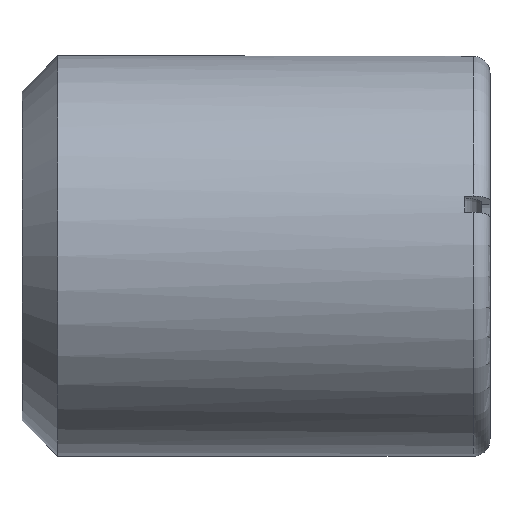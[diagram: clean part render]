
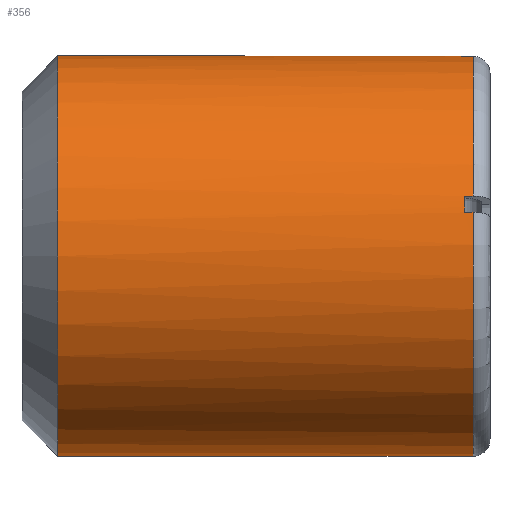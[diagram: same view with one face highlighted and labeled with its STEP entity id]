
A CAD part, left-side view. The second image highlights one B-rep face of the part: STEP entity #356.
In plain terms, the highlighted cylindrical face has radius 6 mm (diameter 12 mm), a full revolution.
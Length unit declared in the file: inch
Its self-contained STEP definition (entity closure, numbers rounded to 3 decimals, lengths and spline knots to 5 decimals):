
#15=FACE_BOUND($,#84,.T.);
#59=FACE_OUTER_BOUND($,#83,.T.);
#83=EDGE_LOOP($,(#308));
#84=EDGE_LOOP($,(#309,#310,#311,#312,#313,#314,#315,#316));
#107=CIRCLE($,#392,0.23622);
#108=CIRCLE($,#394,0.23622);
#109=CIRCLE($,#397,0.23622);
#110=CIRCLE($,#398,0.23622);
#111=CIRCLE($,#399,0.23622);
#127=LINE($,#627,#147);
#130=LINE($,#633,#150);
#131=LINE($,#657,#151);
#134=LINE($,#667,#154);
#147=VECTOR($,#468,0.01);
#150=VECTOR($,#473,0.01);
#151=VECTOR($,#476,0.01);
#154=VECTOR($,#489,0.01);
#176=VERTEX_POINT($,#615);
#177=VERTEX_POINT($,#626);
#178=VERTEX_POINT($,#630);
#179=VERTEX_POINT($,#632);
#180=VERTEX_POINT($,#645);
#181=VERTEX_POINT($,#656);
#182=VERTEX_POINT($,#662);
#183=VERTEX_POINT($,#666);
#185=VERTEX_POINT($,#681);
#217=EDGE_CURVE($,#177,#176,#127,.T.);
#220=EDGE_CURVE($,#179,#178,#130,.T.);
#223=EDGE_CURVE($,#181,#180,#131,.T.);
#225=EDGE_CURVE($,#178,#177,#107,.T.);
#226=EDGE_CURVE($,#182,#181,#108,.T.);
#228=EDGE_CURVE($,#183,#182,#134,.T.);
#231=EDGE_CURVE($,#185,#185,#109,.T.);
#232=EDGE_CURVE($,#183,#176,#110,.T.);
#233=EDGE_CURVE($,#179,#180,#111,.T.);
#308=ORIENTED_EDGE($,*,*,#231,.T.);
#309=ORIENTED_EDGE($,*,*,#220,.T.);
#310=ORIENTED_EDGE($,*,*,#225,.T.);
#311=ORIENTED_EDGE($,*,*,#217,.T.);
#312=ORIENTED_EDGE($,*,*,#232,.F.);
#313=ORIENTED_EDGE($,*,*,#228,.T.);
#314=ORIENTED_EDGE($,*,*,#226,.T.);
#315=ORIENTED_EDGE($,*,*,#223,.T.);
#316=ORIENTED_EDGE($,*,*,#233,.F.);
#339=CYLINDRICAL_SURFACE($,#396,0.23622);
#356=ADVANCED_FACE($,(#59,#15),#339,.T.);
#392=AXIS2_PLACEMENT_3D($,#660,#480,#481);
#394=AXIS2_PLACEMENT_3D($,#663,#484,#485);
#396=AXIS2_PLACEMENT_3D($,#680,#491,#492);
#397=AXIS2_PLACEMENT_3D($,#682,#493,#494);
#398=AXIS2_PLACEMENT_3D($,#683,#495,#496);
#399=AXIS2_PLACEMENT_3D($,#684,#497,#498);
#468=DIRECTION($,(0.,-1.,0.));
#473=DIRECTION($,(0.,1.,0.));
#476=DIRECTION($,(0.,-1.,0.));
#480=DIRECTION('center_axis',(0.,1.,0.));
#481=DIRECTION('ref_axis',(0.,0.,-1.));
#484=DIRECTION('center_axis',(0.,1.,0.));
#485=DIRECTION('ref_axis',(0.,0.,-1.));
#489=DIRECTION($,(0.,1.,0.));
#491=DIRECTION('center_axis',(0.,-1.,0.));
#492=DIRECTION('ref_axis',(0.,0.,-1.));
#493=DIRECTION('center_axis',(0.,-1.,0.));
#494=DIRECTION('ref_axis',(0.,0.,-1.));
#495=DIRECTION('center_axis',(0.,-1.,0.));
#496=DIRECTION('ref_axis',(0.,0.,-1.));
#497=DIRECTION('center_axis',(0.,-1.,0.));
#498=DIRECTION('ref_axis',(0.,0.,-1.));
#615=CARTESIAN_POINT('',(-0.22538,-0.178,0.07074));
#626=CARTESIAN_POINT('',(-0.22538,-0.168,0.07074));
#627=CARTESIAN_POINT($,(-0.22538,0.15587,0.07074));
#630=CARTESIAN_POINT('',(-0.23055,-0.168,0.05142));
#632=CARTESIAN_POINT('',(-0.23055,-0.178,0.05142));
#633=CARTESIAN_POINT($,(-0.23055,0.15587,0.05142));
#645=CARTESIAN_POINT('',(0.22538,-0.178,-0.07074));
#656=CARTESIAN_POINT('',(0.22538,-0.168,-0.07074));
#657=CARTESIAN_POINT($,(0.22538,0.15587,-0.07074));
#660=CARTESIAN_POINT('Origin',(0.,-0.168,0.));
#662=CARTESIAN_POINT('',(0.23055,-0.168,-0.05142));
#663=CARTESIAN_POINT('Origin',(0.,-0.168,0.));
#666=CARTESIAN_POINT('',(0.23055,-0.178,-0.05142));
#667=CARTESIAN_POINT($,(0.23055,0.15587,-0.05142));
#680=CARTESIAN_POINT('Origin',(0.,0.15587,0.));
#681=CARTESIAN_POINT('',(0.,0.31174,-0.23622));
#682=CARTESIAN_POINT('Origin',(0.,0.31174,0.));
#683=CARTESIAN_POINT('Origin',(0.,-0.178,0.));
#684=CARTESIAN_POINT('Origin',(0.,-0.178,0.));
